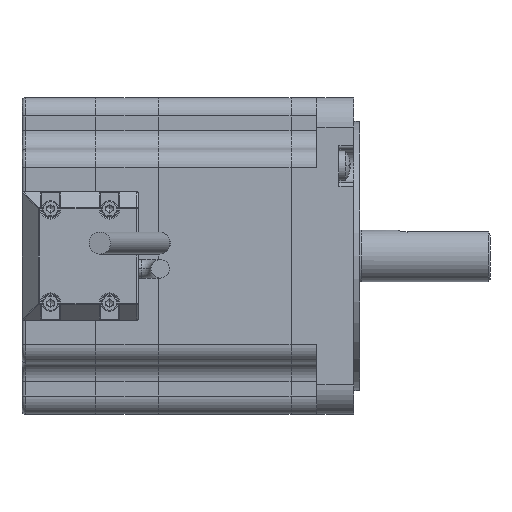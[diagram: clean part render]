
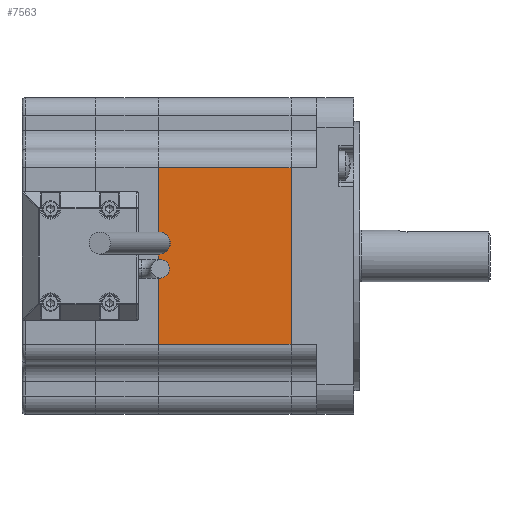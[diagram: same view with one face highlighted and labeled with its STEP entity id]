
A CAD part, left-side view. The second image highlights one B-rep face of the part: STEP entity #7563.
In plain terms, the highlighted planar face has unit normal (-1, 0, 0).
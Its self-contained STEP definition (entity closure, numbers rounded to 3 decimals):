
#260 = DIRECTION ( 'NONE',  ( 0., 0., -1. ) ) ;
#909 = CARTESIAN_POINT ( 'NONE',  ( -43., 0., 24. ) ) ;
#1290 = CARTESIAN_POINT ( 'NONE',  ( -43., 0., 43. ) ) ;
#1726 = VECTOR ( 'NONE', #10102, 1000. ) ;
#2932 = DIRECTION ( 'NONE',  ( 0., -1., 0. ) ) ;
#4055 = CARTESIAN_POINT ( 'NONE',  ( -43., 42., 43. ) ) ;
#4198 = EDGE_CURVE ( 'NONE', #7479, #8546, #20971, .T. ) ;
#5167 = ORIENTED_EDGE ( 'NONE', *, *, #10770, .F. ) ;
#5819 = ORIENTED_EDGE ( 'NONE', *, *, #4198, .F. ) ;
#7479 = VERTEX_POINT ( 'NONE', #10107 ) ;
#7563 = ADVANCED_FACE ( 'NONE', ( #15719 ), #19162, .F. ) ;
#8546 = VERTEX_POINT ( 'NONE', #909 ) ;
#8586 = DIRECTION ( 'NONE',  ( 1., 0., 0. ) ) ;
#8746 = CARTESIAN_POINT ( 'NONE',  ( -43., 36., -24. ) ) ;
#8926 = EDGE_LOOP ( 'NONE', ( #17250, #10899, #5167, #5819 ) ) ;
#9427 = LINE ( 'NONE', #1290, #17743 ) ;
#9533 = DIRECTION ( 'NONE',  ( 0., 0., -1. ) ) ;
#10102 = DIRECTION ( 'NONE',  ( 0., 1., 0. ) ) ;
#10107 = CARTESIAN_POINT ( 'NONE',  ( -43., 36., 24. ) ) ;
#10770 = EDGE_CURVE ( 'NONE', #8546, #12722, #9427, .T. ) ;
#10899 = ORIENTED_EDGE ( 'NONE', *, *, #14701, .F. ) ;
#11472 = VECTOR ( 'NONE', #2932, 1000. ) ;
#12722 = VERTEX_POINT ( 'NONE', #12833 ) ;
#12833 = CARTESIAN_POINT ( 'NONE',  ( -43., 0., -24. ) ) ;
#13322 = LINE ( 'NONE', #16726, #1726 ) ;
#14126 = VERTEX_POINT ( 'NONE', #8746 ) ;
#14176 = CARTESIAN_POINT ( 'NONE',  ( -43., 36., 43. ) ) ;
#14701 = EDGE_CURVE ( 'NONE', #12722, #14126, #13322, .T. ) ;
#15719 = FACE_OUTER_BOUND ( 'NONE', #8926, .T. ) ;
#16640 = EDGE_CURVE ( 'NONE', #14126, #7479, #20759, .T. ) ;
#16726 = CARTESIAN_POINT ( 'NONE',  ( -43., 42., -24. ) ) ;
#17151 = AXIS2_PLACEMENT_3D ( 'NONE', #4055, #8586, #260 ) ;
#17152 = VECTOR ( 'NONE', #17798, 1000. ) ;
#17250 = ORIENTED_EDGE ( 'NONE', *, *, #16640, .F. ) ;
#17743 = VECTOR ( 'NONE', #9533, 1000. ) ;
#17798 = DIRECTION ( 'NONE',  ( 0., 0., 1. ) ) ;
#19162 = PLANE ( 'NONE',  #17151 ) ;
#20759 = LINE ( 'NONE', #14176, #17152 ) ;
#20971 = LINE ( 'NONE', #21091, #11472 ) ;
#21091 = CARTESIAN_POINT ( 'NONE',  ( -43., 0., 24. ) ) ;
